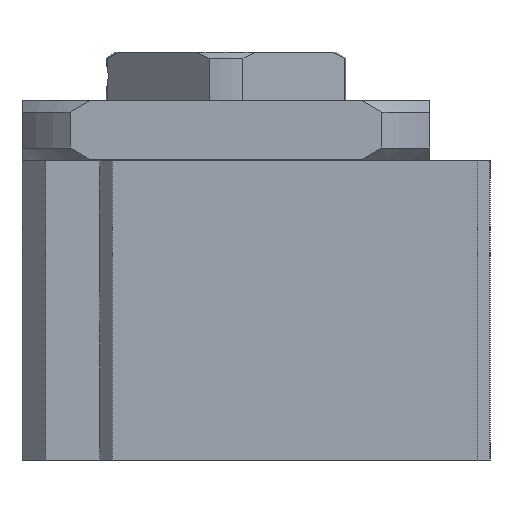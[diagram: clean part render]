
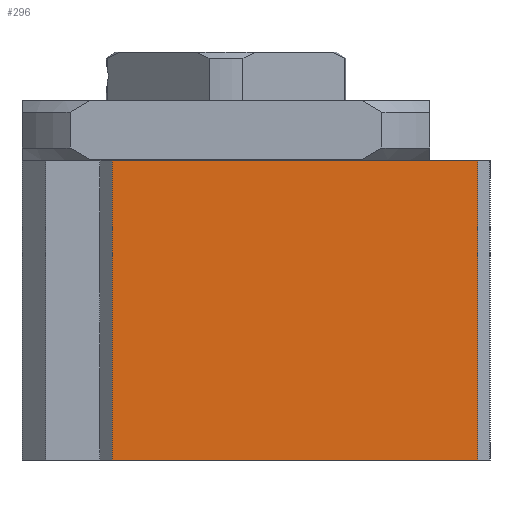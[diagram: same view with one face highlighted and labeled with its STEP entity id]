
A CAD part, left-side view. The second image highlights one B-rep face of the part: STEP entity #296.
In plain terms, the highlighted planar face has unit normal (-1, 0, 0).
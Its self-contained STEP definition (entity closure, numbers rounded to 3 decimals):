
#296 = ADVANCED_FACE( '', ( #673 ), #674, .T. );
#673 = FACE_OUTER_BOUND( '', #1102, .T. );
#674 = PLANE( '', #1103 );
#1102 = EDGE_LOOP( '', ( #2112, #2113, #2114, #2115 ) );
#1103 = AXIS2_PLACEMENT_3D( '', #2116, #2117, #2118 );
#2112 = ORIENTED_EDGE( '', *, *, #2576, .F. );
#2113 = ORIENTED_EDGE( '', *, *, #2663, .F. );
#2114 = ORIENTED_EDGE( '', *, *, #2664, .T. );
#2115 = ORIENTED_EDGE( '', *, *, #2646, .T. );
#2116 = CARTESIAN_POINT( '', ( -30., 9.48, -25. ) );
#2117 = DIRECTION( '', ( -1., 0., 0. ) );
#2118 = DIRECTION( '', ( 0., 0., 1. ) );
#2576 = EDGE_CURVE( '', #3101, #3103, #3104, .T. );
#2646 = EDGE_CURVE( '', #3220, #3103, #3221, .T. );
#2663 = EDGE_CURVE( '', #3245, #3101, #3247, .T. );
#2664 = EDGE_CURVE( '', #3245, #3220, #3248, .T. );
#3101 = VERTEX_POINT( '', #4424 );
#3103 = VERTEX_POINT( '', #4427 );
#3104 = LINE( '', #4428, #4429 );
#3220 = VERTEX_POINT( '', #5131 );
#3221 = LINE( '', #5132, #5133 );
#3245 = VERTEX_POINT( '', #5172 );
#3247 = LINE( '', #5175, #5176 );
#3248 = LINE( '', #5177, #5178 );
#4424 = CARTESIAN_POINT( '', ( -30., 9.48, 0. ) );
#4427 = CARTESIAN_POINT( '', ( -30., -20.98, 0. ) );
#4428 = CARTESIAN_POINT( '', ( -30., 9.48, 0. ) );
#4429 = VECTOR( '', #5596, 1000. );
#5131 = CARTESIAN_POINT( '', ( -30., -20.98, -25. ) );
#5132 = CARTESIAN_POINT( '', ( -30., -20.98, -25. ) );
#5133 = VECTOR( '', #5706, 1000. );
#5172 = CARTESIAN_POINT( '', ( -30., 9.48, -25. ) );
#5175 = CARTESIAN_POINT( '', ( -30., 9.48, -25. ) );
#5176 = VECTOR( '', #5723, 1000. );
#5177 = CARTESIAN_POINT( '', ( -30., 9.48, -25. ) );
#5178 = VECTOR( '', #5724, 1000. );
#5596 = DIRECTION( '', ( 0., -1., 0. ) );
#5706 = DIRECTION( '', ( 0., 0., 1. ) );
#5723 = DIRECTION( '', ( 0., 0., 1. ) );
#5724 = DIRECTION( '', ( 0., -1., 0. ) );
